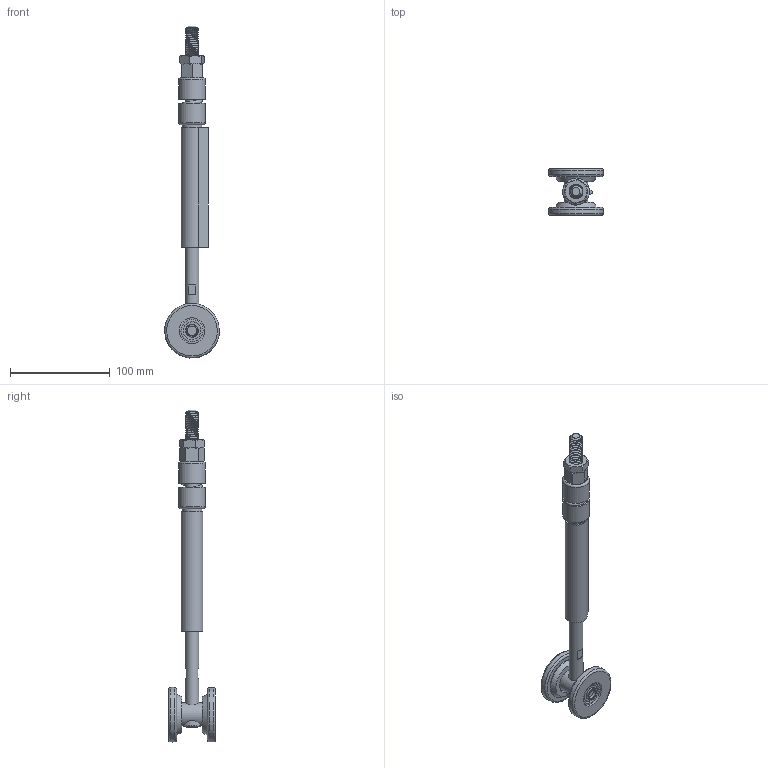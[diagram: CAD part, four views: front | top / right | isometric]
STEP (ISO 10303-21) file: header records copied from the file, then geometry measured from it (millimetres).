
FILE_DESCRIPTION((''),'2;1');
FILE_NAME('362SOE.stp','2008-12-19T08:47:28',('Giuliano'),(''),'Autodesk Inventor 2009','Autodesk Inventor 2009','');
FILE_SCHEMA(('AUTOMOTIVE_DESIGN { 1 0 10303 214 1 1 1 1 }'));
Length unit declared in the file: millimetre
Products named in the file (1): Pièce11
Bounding box: 54.77 x 47 x 333.38 mm (x, y, z)
Volume: 144434.4 mm3; surface area: 62576.9 mm2
Topology: 3 solids, 3 shells, 161 faces, 318 edges, 197 vertices
Faces by surface type: plane 60, cone 39, cylinder 33, bspline 17, torus 12
Full cylindrical faces by diameter (mm): 9.5 x1, 10.9 x1, 11.8 x1, 12 x2, 14 x1, 14.1 x1, 14.5 x1, 14.6 x1, 17.825 x4, 20 x2, 21.5 x1, 22.175 x4, 24 x3, 26 x4, 27 x2
Entity records: 12938 total; most frequent: CARTESIAN_POINT 9915, DIRECTION 593, ORIENTED_EDGE 474, AXIS2_PLACEMENT_3D 281, EDGE_LOOP 264, EDGE_CURVE 237, VERTEX_POINT 183, FACE_OUTER_BOUND 160
